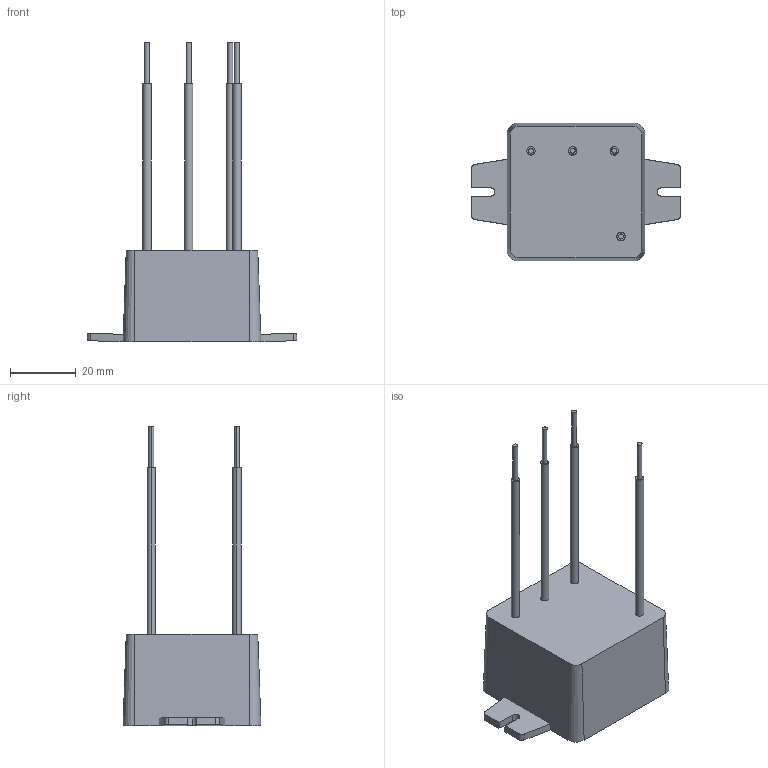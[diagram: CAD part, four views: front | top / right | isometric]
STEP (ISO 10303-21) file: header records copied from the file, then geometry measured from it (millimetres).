
FILE_DESCRIPTION (( 'STEP AP214' ), '1' );
FILE_NAME ('107617.STEP', '2011-07-09T19:15:54', ( 'LALo' ), ( 'Edi Foundation' ), 'SwSTEP 2.0', 'SolidWorks 2011', '' );
FILE_SCHEMA (( 'AUTOMOTIVE_DESIGN' ));
Length unit declared in the file: inch
Products named in the file (1): 107617
Bounding box: 63.91 x 42.08 x 91.44 mm (x, y, z)
Volume: 48844 mm3; surface area: 11284.9 mm2
Topology: 1 solids, 1 shells, 75 faces, 185 edges, 122 vertices
Faces by surface type: plane 40, cylinder 31, cone 4
Entity records: 3083 total; most frequent: DIRECTION 407, CARTESIAN_POINT 383, ORIENTED_EDGE 370, EDGE_CURVE 185, AXIS2_PLACEMENT_3D 146, VERTEX_POINT 122, LINE 115, VECTOR 115
